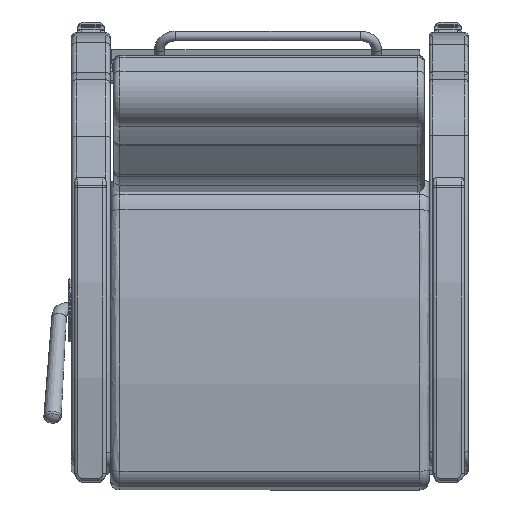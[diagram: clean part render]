
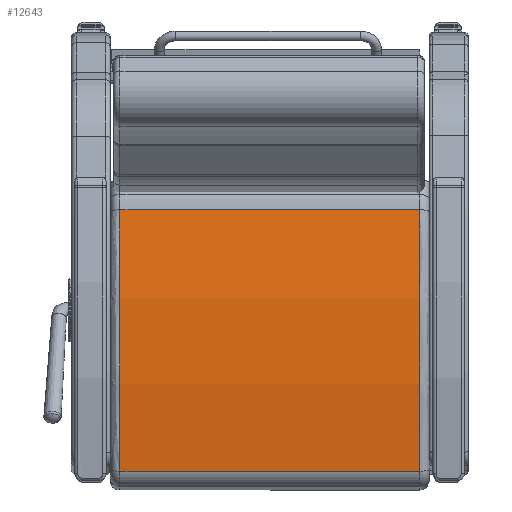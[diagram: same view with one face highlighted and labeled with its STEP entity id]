
A CAD part, front view. The second image highlights one B-rep face of the part: STEP entity #12643.
In plain terms, the highlighted free-form (B-spline) face has degree [1, 2] with [2, 3] control points.
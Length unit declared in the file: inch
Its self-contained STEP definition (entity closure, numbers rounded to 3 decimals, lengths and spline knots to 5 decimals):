
#320=(
BOUNDED_SURFACE()
B_SPLINE_SURFACE(1,2,((#20325,#20326,#20327),(#20328,#20329,#20330)),
 .UNSPECIFIED.,.F.,.F.,.F.)
B_SPLINE_SURFACE_WITH_KNOTS((2,2),(3,3),(-0.19254,0.19254),
(1.36178,1.69928),.UNSPECIFIED.)
GEOMETRIC_REPRESENTATION_ITEM()
RATIONAL_B_SPLINE_SURFACE(((1.,0.986,1.),(1.,0.986,
1.)))
REPRESENTATION_ITEM('')
SURFACE()
);
#573=ELLIPSE('',#13844,60.05357,60.);
#583=ELLIPSE('',#13872,60.05357,60.);
#1274=FACE_OUTER_BOUND('',#2132,.T.);
#2132=EDGE_LOOP('',(#8711,#8712,#8713,#8714));
#3102=LINE('',#20323,#3911);
#3103=LINE('',#20332,#3912);
#3911=VECTOR('',#15782,0.3937);
#3912=VECTOR('',#15785,0.3937);
#5564=VERTEX_POINT('',#20115);
#5565=VERTEX_POINT('',#20116);
#5590=VERTEX_POINT('',#20322);
#5591=VERTEX_POINT('',#20331);
#6758=EDGE_CURVE('',#5564,#5565,#573,.T.);
#6796=EDGE_CURVE('',#5565,#5590,#3102,.T.);
#6798=EDGE_CURVE('',#5564,#5591,#3103,.T.);
#6799=EDGE_CURVE('',#5590,#5591,#583,.T.);
#8711=ORIENTED_EDGE('',*,*,#6758,.F.);
#8712=ORIENTED_EDGE('',*,*,#6798,.T.);
#8713=ORIENTED_EDGE('',*,*,#6799,.F.);
#8714=ORIENTED_EDGE('',*,*,#6796,.F.);
#12643=ADVANCED_FACE('',(#1274),#320,.F.);
#13844=AXIS2_PLACEMENT_3D('',#20117,#15714,#15715);
#13872=AXIS2_PLACEMENT_3D('',#20333,#15786,#15787);
#15714=DIRECTION('center_axis',(0.,0.,-1.));
#15715=DIRECTION('ref_axis',(1.,0.,0.));
#15782=DIRECTION('',(0.,0.,1.));
#15785=DIRECTION('',(0.,0.,1.));
#15786=DIRECTION('center_axis',(0.,0.,1.));
#15787=DIRECTION('ref_axis',(1.,0.,0.));
#20115=CARTESIAN_POINT('',(-10.04459,1.25621,-11.5625));
#20116=CARTESIAN_POINT('',(10.1114,0.44486,-11.5625));
#20117=CARTESIAN_POINT('Origin',(-2.34979,-58.24922,-11.5625));
#20322=CARTESIAN_POINT('',(10.1114,0.44486,11.5625));
#20323=CARTESIAN_POINT('',(10.1114,0.44486,0.));
#20325=CARTESIAN_POINT('Ctrl Pts',(10.1114,0.44486,-11.5625));
#20326=CARTESIAN_POINT('Ctrl Pts',(0.10258,2.56602,-11.5625));
#20327=CARTESIAN_POINT('Ctrl Pts',(-10.04459,1.25621,-11.5625));
#20328=CARTESIAN_POINT('Ctrl Pts',(10.1114,0.44486,11.5625));
#20329=CARTESIAN_POINT('Ctrl Pts',(0.10258,2.56602,11.5625));
#20330=CARTESIAN_POINT('Ctrl Pts',(-10.04459,1.25621,11.5625));
#20331=CARTESIAN_POINT('',(-10.04459,1.25621,11.5625));
#20332=CARTESIAN_POINT('',(-10.04459,1.25621,0.));
#20333=CARTESIAN_POINT('Origin',(-2.34979,-58.24922,11.5625));
